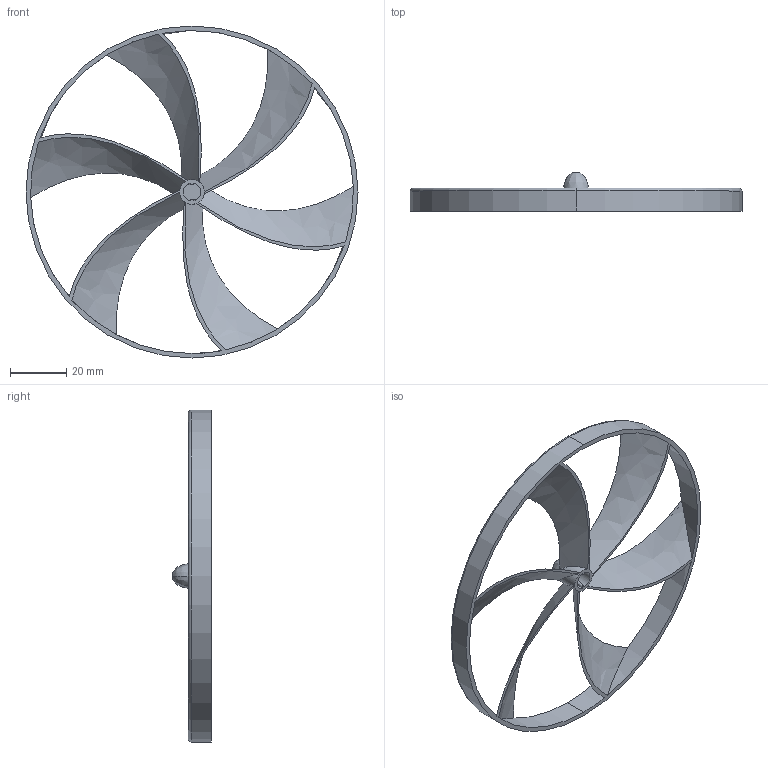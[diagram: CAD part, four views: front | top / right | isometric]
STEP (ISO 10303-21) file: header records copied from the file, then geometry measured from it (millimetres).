
FILE_DESCRIPTION (( 'STEP AP214' ), '1' );
FILE_NAME ('Propeller.STEP', '2025-10-30T22:31:50', ( '' ), ( '' ), 'SwSTEP 2.0', 'SolidWorks 2024', '' );
FILE_SCHEMA (( 'AUTOMOTIVE_DESIGN' ));
Length unit declared in the file: millimetre
Products named in the file (1): Propeller
Bounding box: 118.2 x 13.87 x 118.2 mm (x, y, z)
Volume: 8268.3 mm3; surface area: 17469.7 mm2
Topology: 1 solids, 1 shells, 48 faces, 133 edges, 83 vertices
Faces by surface type: cylinder 23, bspline 17, torus 4, plane 4
Entity records: 2352 total; most frequent: CARTESIAN_POINT 1231, ORIENTED_EDGE 266, DIRECTION 184, EDGE_CURVE 133, AXIS2_PLACEMENT_3D 89, VERTEX_POINT 83, B_SPLINE_CURVE_WITH_KNOTS 67, CIRCLE 57
